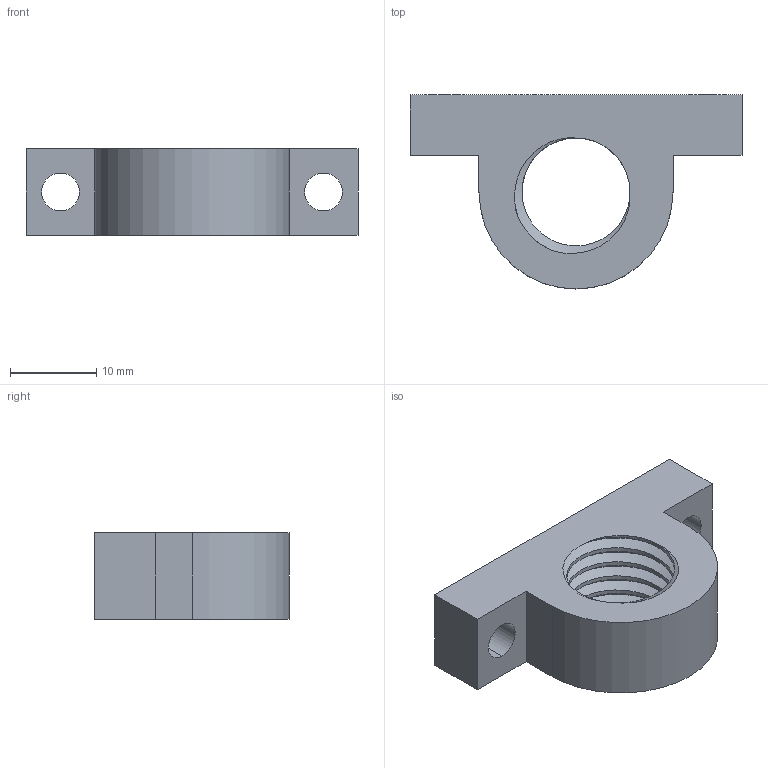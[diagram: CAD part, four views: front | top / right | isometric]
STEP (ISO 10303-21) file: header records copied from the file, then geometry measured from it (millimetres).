
FILE_DESCRIPTION (( 'STEP AP203' ), '1' );
FILE_NAME ('u5_M14_counterweight attachment.step', '2021-01-10T11:59:07', ( '' ), ( '' ), 'SwSTEP 2.0', 'SolidWorks 2020', '' );
FILE_SCHEMA (( 'CONFIG_CONTROL_DESIGN' ));
Length unit declared in the file: millimetre
Products named in the file (1): u5_M14_counterweight attachment
Bounding box: 38.5 x 22.5 x 10 mm (x, y, z)
Volume: 4000.6 mm3; surface area: 2788.6 mm2
Topology: 1 solids, 1 shells, 28 faces, 77 edges, 51 vertices
Faces by surface type: cylinder 16, plane 9, bspline 3
Entity records: 2320 total; most frequent: CARTESIAN_POINT 1596, ORIENTED_EDGE 154, DIRECTION 112, EDGE_CURVE 77, VERTEX_POINT 51, AXIS2_PLACEMENT_3D 38, LINE 36, VECTOR 36
